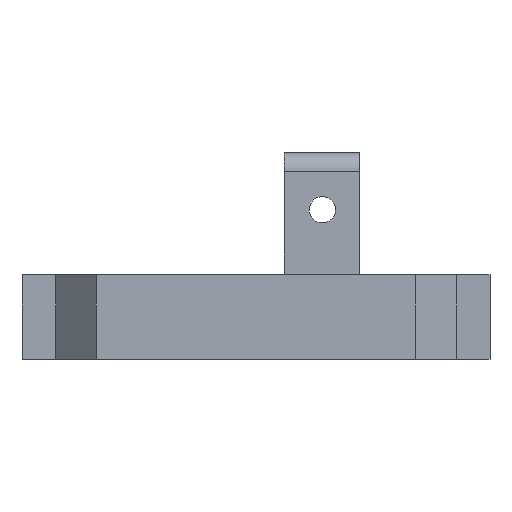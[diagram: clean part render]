
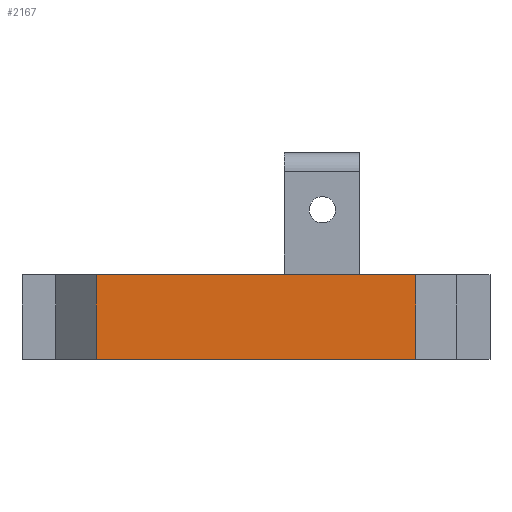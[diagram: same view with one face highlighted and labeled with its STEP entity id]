
A CAD part, left-side view. The second image highlights one B-rep face of the part: STEP entity #2167.
In plain terms, the highlighted planar face has unit normal (-1, 0, 0).
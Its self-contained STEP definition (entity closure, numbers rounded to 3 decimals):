
#117=PLANE('',#2315);
#217=FACE_OUTER_BOUND('',#332,.T.);
#332=EDGE_LOOP('',(#1999,#2000,#2001,#2002));
#520=LINE('',#3342,#797);
#606=LINE('',#3522,#883);
#607=LINE('',#3525,#884);
#608=LINE('',#3526,#885);
#797=VECTOR('',#2653,10.);
#883=VECTOR('',#2833,10.);
#884=VECTOR('',#2836,10.);
#885=VECTOR('',#2837,10.);
#1076=VERTEX_POINT('',#3339);
#1077=VERTEX_POINT('',#3341);
#1124=VERTEX_POINT('',#3520);
#1125=VERTEX_POINT('',#3524);
#1338=EDGE_CURVE('',#1076,#1077,#520,.T.);
#1428=EDGE_CURVE('',#1076,#1124,#606,.T.);
#1429=EDGE_CURVE('',#1125,#1124,#607,.T.);
#1430=EDGE_CURVE('',#1077,#1125,#608,.T.);
#1999=ORIENTED_EDGE('',*,*,#1428,.T.);
#2000=ORIENTED_EDGE('',*,*,#1429,.F.);
#2001=ORIENTED_EDGE('',*,*,#1430,.F.);
#2002=ORIENTED_EDGE('',*,*,#1338,.F.);
#2167=ADVANCED_FACE('',(#217),#117,.T.);
#2315=AXIS2_PLACEMENT_3D('',#3523,#2834,#2835);
#2653=DIRECTION('',(0.,1.,0.));
#2833=DIRECTION('',(0.,0.,1.));
#2834=DIRECTION('center_axis',(-1.,0.,0.));
#2835=DIRECTION('ref_axis',(0.,-1.,0.));
#2836=DIRECTION('',(0.,-1.,0.));
#2837=DIRECTION('',(0.,0.,1.));
#3339=CARTESIAN_POINT('',(-45.83,3.93,10.));
#3341=CARTESIAN_POINT('',(-45.83,37.93,10.));
#3342=CARTESIAN_POINT('',(-45.83,37.93,10.));
#3520=CARTESIAN_POINT('',(-45.83,3.93,19.));
#3522=CARTESIAN_POINT('',(-45.83,3.93,13.));
#3523=CARTESIAN_POINT('Origin',(-45.83,37.93,13.));
#3524=CARTESIAN_POINT('',(-45.83,37.93,19.));
#3525=CARTESIAN_POINT('',(-45.83,37.93,19.));
#3526=CARTESIAN_POINT('',(-45.83,37.93,13.));
